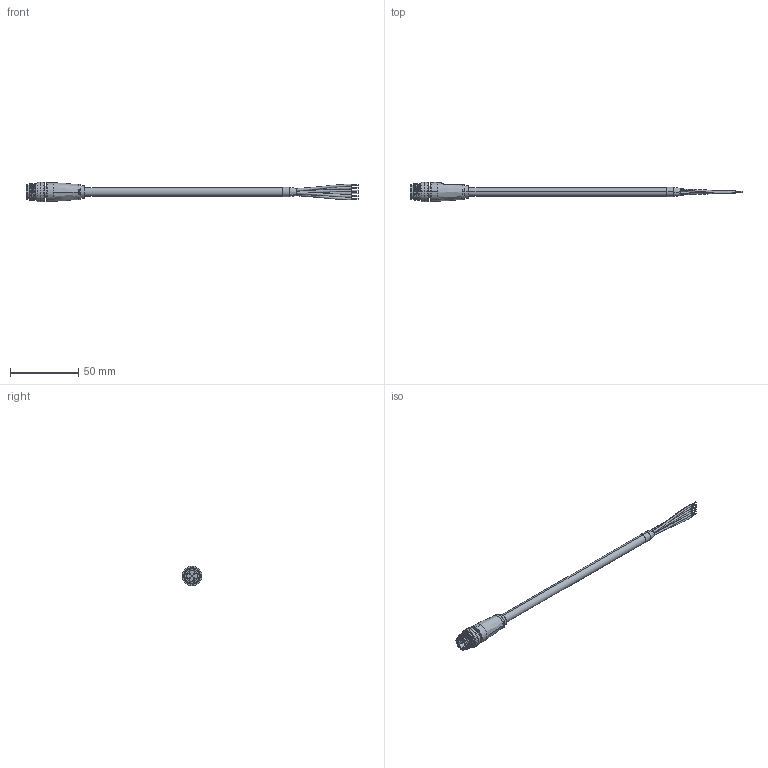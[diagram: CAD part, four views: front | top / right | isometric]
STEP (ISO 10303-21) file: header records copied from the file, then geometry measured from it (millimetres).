
FILE_DESCRIPTION (( 'STEP AP203' ), '1' );
FILE_NAME ('10-05656_revA.STEP', '2023-09-26T16:05:49', ( '' ), ( '' ), 'SwSTEP 2.0', 'SolidWorks 2021', '' );
FILE_SCHEMA (( 'CONFIG_CONTROL_DESIGN' ));
Length unit declared in the file: millimetre
Products named in the file (8): 10-05656_revA; 24-00349_Wire O6.8 mm; 50-01033-04___; 50-01033_STEP; 30-01586_M12 (50 with 5mm tinned); 50-01033-03___; 50-01033-02_Step; 50-01033-01___
Assembly tree (11 placements, depth 3):
  10-05656_revA
    50-01033_STEP
      50-01033-01___
      50-01033-02_Step
      50-01033-03___  x5
      50-01033-04___
    24-00349_Wire O6.8 mm
    30-01586_M12 (50 with 5mm tinned)
Bounding box: 243.2 x 14.5 x 14.5 mm (x, y, z)
Volume: 10527 mm3; surface area: 47770.1 mm2
Topology: 231 solids, 231 shells, 1730 faces, 3570 edges, 2335 vertices
Faces by surface type: cylinder 1012, plane 560, bspline 61, torus 44, cone 43, sphere 10
Entity records: 48407 total; most frequent: CARTESIAN_POINT 11571, DIRECTION 8225, ORIENTED_EDGE 6554, AXIS2_PLACEMENT_3D 3547, EDGE_CURVE 3277, VERTEX_POINT 2167, EDGE_LOOP 2062, CIRCLE 1999
